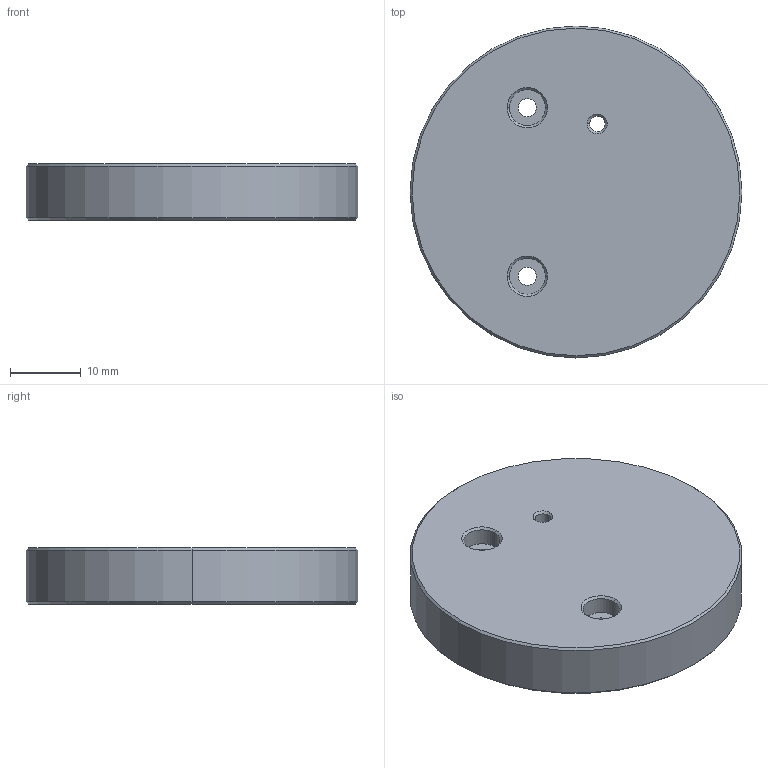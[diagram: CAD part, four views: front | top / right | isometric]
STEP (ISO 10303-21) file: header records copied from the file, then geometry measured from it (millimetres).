
FILE_DESCRIPTION (( 'STEP AP214' ), '1' );
FILE_NAME ('底部铝合金导电外壳-增大螺丝孔.STEP', '2024-07-05T03:21:26', ( '' ), ( '' ), 'SwSTEP 2.0', 'SolidWorks 2021', '' );
FILE_SCHEMA (( 'AUTOMOTIVE_DESIGN' ));
Length unit declared in the file: millimetre
Products named in the file (1): 底部铝合金导电外壳-增大螺丝孔
Bounding box: 46.8 x 46.8 x 7.9 mm (x, y, z)
Volume: 8848.8 mm3; surface area: 5220.1 mm2
Topology: 1 solids, 1 shells, 123 faces, 297 edges, 181 vertices
Faces by surface type: cylinder 44, plane 43, cone 36
Entity records: 3623 total; most frequent: DIRECTION 663, CARTESIAN_POINT 626, ORIENTED_EDGE 594, EDGE_CURVE 297, AXIS2_PLACEMENT_3D 250, VERTEX_POINT 181, VECTOR 163, LINE 163
